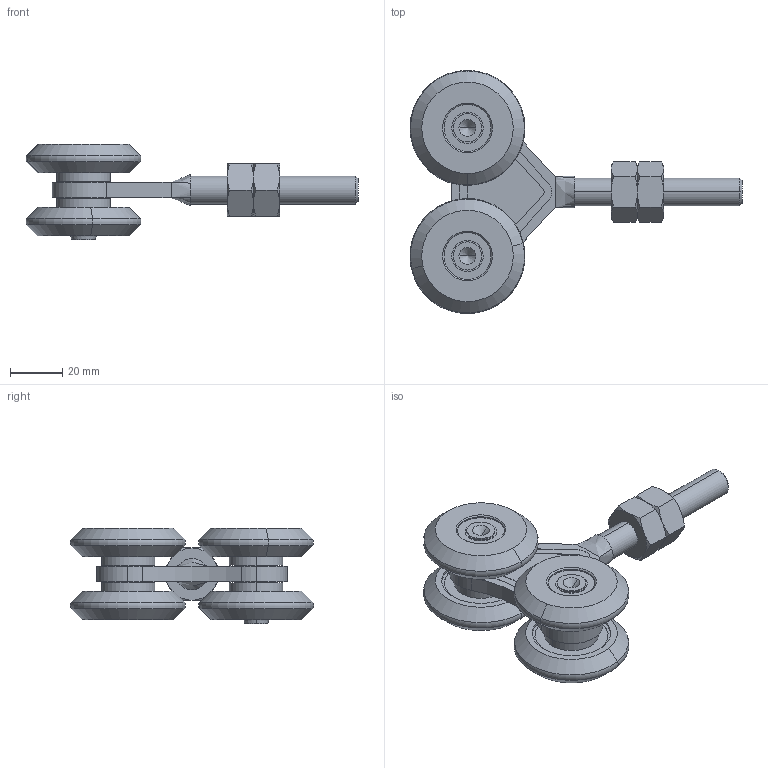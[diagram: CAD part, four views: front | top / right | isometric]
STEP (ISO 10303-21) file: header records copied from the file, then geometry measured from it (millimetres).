
FILE_DESCRIPTION (( 'STEP AP203' ), '1' );
FILE_NAME ('H-08-42x54-info..STEP', '2025-12-11T08:22:08', ( '' ), ( '' ), 'SwSTEP 2.0', 'SolidWorks 2019', '' );
FILE_SCHEMA (( 'CONFIG_CONTROL_DESIGN' ));
Length unit declared in the file: millimetre
Products named in the file (1): H-08-42x54-info.
Bounding box: 126.99 x 92.98 x 36.55 mm (x, y, z)
Volume: 82446.3 mm3; surface area: 44416 mm2
Topology: 17 solids, 17 shells, 308 faces, 668 edges, 424 vertices
Faces by surface type: cylinder 145, plane 91, cone 60, torus 8, bspline 4
Entity records: 9365 total; most frequent: CARTESIAN_POINT 2313, DIRECTION 1592, ORIENTED_EDGE 1320, AXIS2_PLACEMENT_3D 681, EDGE_CURVE 660, VERTEX_POINT 424, EDGE_LOOP 378, CIRCLE 376
